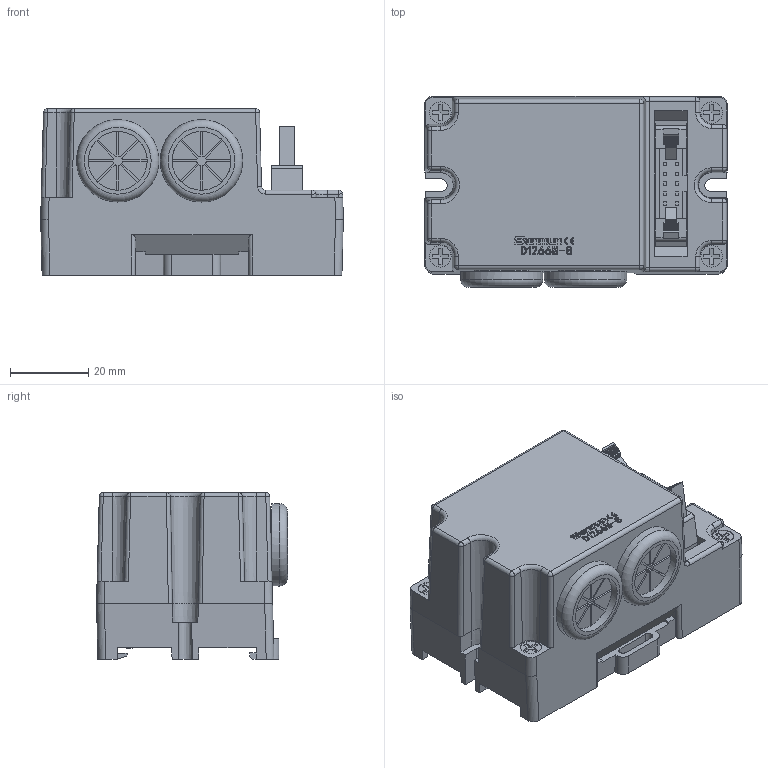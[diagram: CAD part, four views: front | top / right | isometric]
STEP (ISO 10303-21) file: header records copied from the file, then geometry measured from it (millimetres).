
FILE_DESCRIPTION(/* description */ (''),/* implementation_level */ '2;1');
FILE_NAME(/* name */ 'D1266M-8 3D.stp',/* time_stamp */ '2024-08-15T14:15:10+08:00',/* author */ (''),/* organization */ (''),/* preprocessor_version */ 'ST-DEVELOPER v14',/* originating_system */ 'SIEMENS PLM Software NX 8.0',/* authorisation */ '');
FILE_SCHEMA (('AUTOMOTIVE_DESIGN { 1 0 10303 214 3 1 1 1 }'));
Length unit declared in the file: millimetre
Products named in the file (1): D1266M-8 3D_stp
Bounding box: 77.16 x 48.7 x 42.5 mm (x, y, z)
Volume: 114196.8 mm3; surface area: 21285.8 mm2
Topology: 1 solids, 1 shells, 675 faces, 1773 edges, 1140 vertices
Faces by surface type: plane 500, cylinder 116, cone 18, extrusion 15, sphere 14, torus 8, bspline 4
Full cylindrical faces by diameter (mm): 5.5 x4, 15 x2, 21 x2
Entity records: 22514 total; most frequent: CARTESIAN_POINT 4731, ORIENTED_EDGE 3482, DIRECTION 3339, EDGE_CURVE 1741, VECTOR 1403, LINE 1388, VERTEX_POINT 1136, AXIS2_PLACEMENT_3D 968
